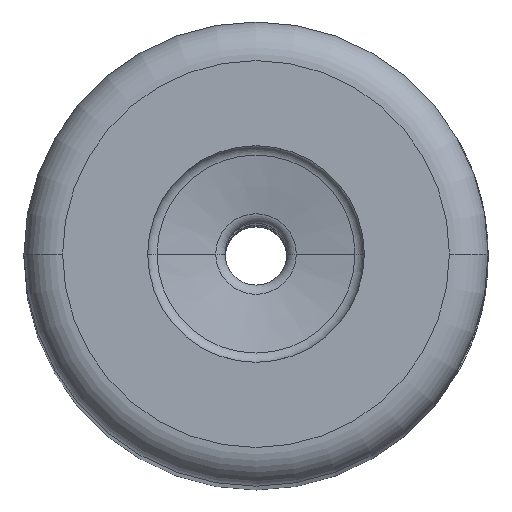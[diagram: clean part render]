
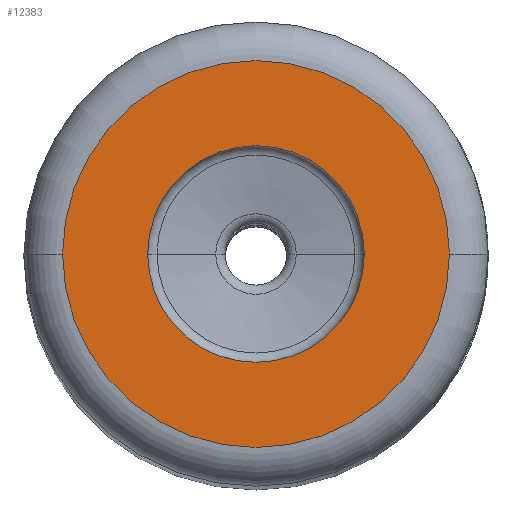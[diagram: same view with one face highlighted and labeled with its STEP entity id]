
A CAD part, top view. The second image highlights one B-rep face of the part: STEP entity #12383.
In plain terms, the highlighted planar face has unit normal (0, 0, 1).
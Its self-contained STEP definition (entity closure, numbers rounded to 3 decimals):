
#1540=CARTESIAN_POINT('',(0.,0.,14.55));
#1541=DIRECTION('',(0.,0.,1.));
#1542=DIRECTION('',(1.,0.,0.));
#1543=AXIS2_PLACEMENT_3D('',#1540,#1541,#1542);
#1555=CARTESIAN_POINT('',(0.,0.,14.55));
#1556=DIRECTION('',(0.,0.,1.));
#1557=DIRECTION('',(-1.,0.,0.));
#1558=AXIS2_PLACEMENT_3D('',#1555,#1556,#1557);
#1560=CARTESIAN_POINT('',(0.,0.,14.55));
#1561=DIRECTION('',(0.,0.,1.));
#1562=DIRECTION('',(1.,0.,0.));
#1563=AXIS2_PLACEMENT_3D('',#1560,#1561,#1562);
#1565=CARTESIAN_POINT('',(0.,0.,14.55));
#1566=DIRECTION('',(0.,0.,1.));
#1567=DIRECTION('',(-1.,0.,0.));
#1568=AXIS2_PLACEMENT_3D('',#1565,#1566,#1567);
#9176=CARTESIAN_POINT('',(-1.4,0.,14.55));
#9177=CARTESIAN_POINT('',(1.4,0.,14.55));
#9178=VERTEX_POINT('',#9176);
#9179=VERTEX_POINT('',#9177);
#9184=CARTESIAN_POINT('',(2.5,0.,14.55));
#9185=CARTESIAN_POINT('',(-2.5,0.,14.55));
#9186=VERTEX_POINT('',#9184);
#9187=VERTEX_POINT('',#9185);
#12367=CARTESIAN_POINT('',(0.,0.,14.55));
#12368=DIRECTION('',(0.,0.,1.));
#12369=DIRECTION('',(1.,0.,0.));
#12370=AXIS2_PLACEMENT_3D('',#12367,#12368,#12369);
#12371=PLANE('',#12370);
#12372=ORIENTED_EDGE('',*,*,#12357,.F.);
#12374=ORIENTED_EDGE('',*,*,#12373,.F.);
#12375=EDGE_LOOP('',(#12372,#12374));
#12376=FACE_OUTER_BOUND('',#12375,.F.);
#12378=ORIENTED_EDGE('',*,*,#12377,.T.);
#12380=ORIENTED_EDGE('',*,*,#12379,.T.);
#12381=EDGE_LOOP('',(#12378,#12380));
#12382=FACE_BOUND('',#12381,.F.);
#12383=ADVANCED_FACE('',(#12376,#12382),#12371,.T.);
#1544=CIRCLE('',#1543,2.5);
#1559=CIRCLE('',#1558,1.4);
#1564=CIRCLE('',#1563,1.4);
#1569=CIRCLE('',#1568,2.5);
#12357=EDGE_CURVE('',#9186,#9187,#1544,.T.);
#12373=EDGE_CURVE('',#9187,#9186,#1569,.T.);
#12377=EDGE_CURVE('',#9178,#9179,#1559,.T.);
#12379=EDGE_CURVE('',#9179,#9178,#1564,.T.);
